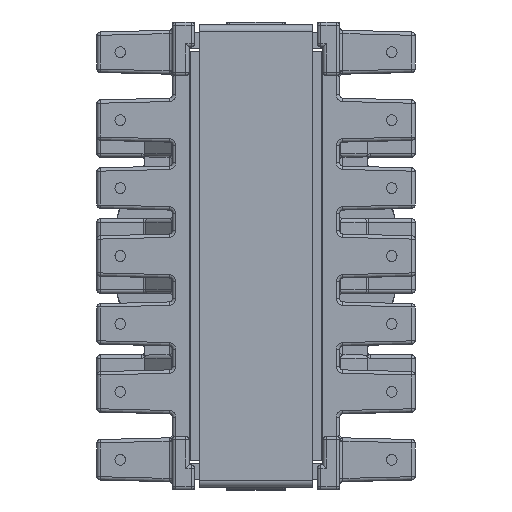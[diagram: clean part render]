
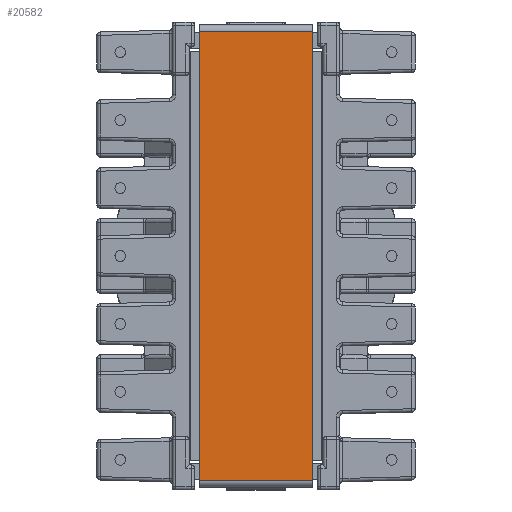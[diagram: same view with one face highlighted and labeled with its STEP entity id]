
A CAD part, front view. The second image highlights one B-rep face of the part: STEP entity #20582.
In plain terms, the highlighted face is planar.
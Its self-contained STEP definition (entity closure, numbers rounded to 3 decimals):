
#168 = AXIS2_PLACEMENT_3D ( 'NONE', #28386, #6204, #13479 ) ;
#769 = FACE_OUTER_BOUND ( 'NONE', #6357, .T. ) ;
#4605 = VECTOR ( 'NONE', #14767, 1000. ) ;
#4691 = EDGE_CURVE ( 'NONE', #27654, #17501, #20189, .T. ) ;
#5716 = LINE ( 'NONE', #19835, #4605 ) ;
#6204 = DIRECTION ( 'NONE',  ( -1., 0., 0. ) ) ;
#6357 = EDGE_LOOP ( 'NONE', ( #22588, #29500, #17635, #24775 ) ) ;
#6844 = VECTOR ( 'NONE', #28806, 1000. ) ;
#7072 = DIRECTION ( 'NONE',  ( 0., 0., 1. ) ) ;
#8494 = EDGE_CURVE ( 'NONE', #30374, #25691, #21978, .T. ) ;
#11013 = CARTESIAN_POINT ( 'NONE',  ( 0., -0.51, 0. ) ) ;
#11721 = CARTESIAN_POINT ( 'NONE',  ( 0., -34.09, 0. ) ) ;
#11793 = EDGE_CURVE ( 'NONE', #25691, #27654, #5716, .T. ) ;
#13059 = VECTOR ( 'NONE', #20174, 1000. ) ;
#13479 = DIRECTION ( 'NONE',  ( 0., -1., 0. ) ) ;
#14767 = DIRECTION ( 'NONE',  ( 0., -1., 0. ) ) ;
#15458 = EDGE_CURVE ( 'NONE', #30374, #17501, #27853, .T. ) ;
#17501 = VERTEX_POINT ( 'NONE', #11721 ) ;
#17635 = ORIENTED_EDGE ( 'NONE', *, *, #15458, .F. ) ;
#18493 = CARTESIAN_POINT ( 'NONE',  ( 0., -34.09, -8.5 ) ) ;
#19835 = CARTESIAN_POINT ( 'NONE',  ( 0., 0., -8.5 ) ) ;
#20174 = DIRECTION ( 'NONE',  ( 0., -1., 0. ) ) ;
#20189 = LINE ( 'NONE', #18493, #29667 ) ;
#20582 = ADVANCED_FACE ( 'NONE', ( #769 ), #20869, .T. ) ;
#20869 = PLANE ( 'NONE',  #168 ) ;
#21299 = CARTESIAN_POINT ( 'NONE',  ( 0., -34.09, -8.5 ) ) ;
#21978 = LINE ( 'NONE', #23957, #6844 ) ;
#22515 = CARTESIAN_POINT ( 'NONE',  ( 0., 0., 0. ) ) ;
#22588 = ORIENTED_EDGE ( 'NONE', *, *, #11793, .T. ) ;
#23134 = CARTESIAN_POINT ( 'NONE',  ( 0., -0.51, -8.5 ) ) ;
#23957 = CARTESIAN_POINT ( 'NONE',  ( 0., -0.51, -8.5 ) ) ;
#24775 = ORIENTED_EDGE ( 'NONE', *, *, #8494, .T. ) ;
#25691 = VERTEX_POINT ( 'NONE', #23134 ) ;
#27654 = VERTEX_POINT ( 'NONE', #21299 ) ;
#27853 = LINE ( 'NONE', #22515, #13059 ) ;
#28386 = CARTESIAN_POINT ( 'NONE',  ( 0., 0., -8.5 ) ) ;
#28806 = DIRECTION ( 'NONE',  ( 0., 0., -1. ) ) ;
#29500 = ORIENTED_EDGE ( 'NONE', *, *, #4691, .T. ) ;
#29667 = VECTOR ( 'NONE', #7072, 1000. ) ;
#30374 = VERTEX_POINT ( 'NONE', #11013 ) ;
